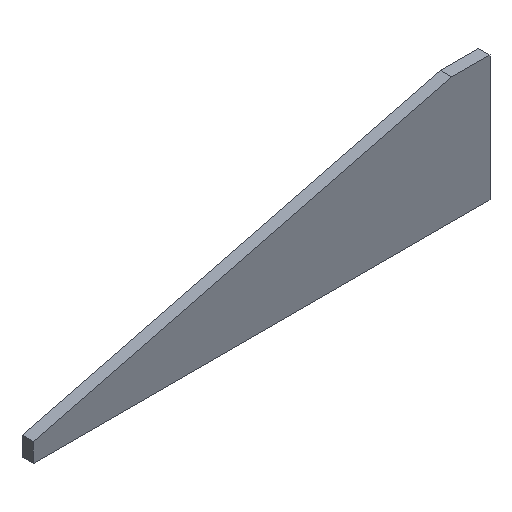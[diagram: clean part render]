
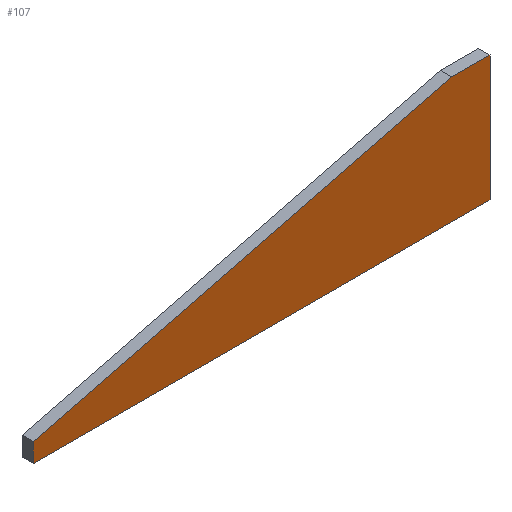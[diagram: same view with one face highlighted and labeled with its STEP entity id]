
A CAD part, isometric view. The second image highlights one B-rep face of the part: STEP entity #107.
In plain terms, the highlighted planar face has unit normal (0, -1, 0).
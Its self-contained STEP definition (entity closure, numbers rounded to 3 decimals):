
#107=ADVANCED_FACE('',(#158),#160,.F.);
#158=FACE_BOUND('',#159,.T.);
#159=EDGE_LOOP('',(#190,#191,#192,#193,#194));
#160=PLANE('',#161);
#161=AXIS2_PLACEMENT_3D('',#162,#163,#164);
#162=CARTESIAN_POINT('',(0.,0.,0.));
#163=DIRECTION('',(0.,1.,0.));
#164=DIRECTION('',(-1.,0.,0.));
#190=ORIENTED_EDGE('',*,*,#208,.F.);
#191=ORIENTED_EDGE('',*,*,#205,.F.);
#192=ORIENTED_EDGE('',*,*,#202,.F.);
#193=ORIENTED_EDGE('',*,*,#199,.F.);
#194=ORIENTED_EDGE('',*,*,#195,.F.);
#195=EDGE_CURVE('',#210,#211,#212,.T.);
#199=EDGE_CURVE('',#211,#218,#219,.T.);
#202=EDGE_CURVE('',#218,#223,#224,.T.);
#205=EDGE_CURVE('',#223,#228,#229,.T.);
#208=EDGE_CURVE('',#228,#210,#233,.T.);
#210=VERTEX_POINT('',#235);
#211=VERTEX_POINT('',#236);
#212=LINE('',#237,#238);
#218=VERTEX_POINT('',#251);
#219=LINE('',#252,#253);
#223=VERTEX_POINT('',#262);
#224=LINE('',#263,#264);
#228=VERTEX_POINT('',#273);
#229=LINE('',#274,#275);
#233=LINE('',#284,#285);
#235=CARTESIAN_POINT('',(-10.,0.,33.));
#236=CARTESIAN_POINT('',(0.,0.,33.));
#237=CARTESIAN_POINT('',(-10.,0.,33.));
#238=VECTOR('',#239,1.);
#239=DIRECTION('',(1.,0.,0.));
#251=CARTESIAN_POINT('',(0.,0.,0.));
#252=CARTESIAN_POINT('',(0.,0.,33.));
#253=VECTOR('',#254,1.);
#254=DIRECTION('',(0.,0.,-1.));
#262=CARTESIAN_POINT('',(-120.,0.,0.));
#263=CARTESIAN_POINT('',(0.,0.,0.));
#264=VECTOR('',#265,1.);
#265=DIRECTION('',(-1.,0.,0.));
#273=CARTESIAN_POINT('',(-120.,0.,5.));
#274=CARTESIAN_POINT('',(-120.,0.,0.));
#275=VECTOR('',#276,1.);
#276=DIRECTION('',(0.,0.,1.));
#284=CARTESIAN_POINT('',(-120.,0.,5.));
#285=VECTOR('',#286,1.);
#286=DIRECTION('',(0.969,0.,0.247));
